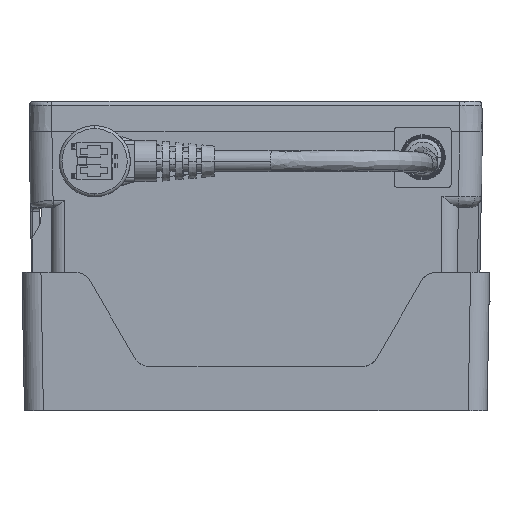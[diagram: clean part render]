
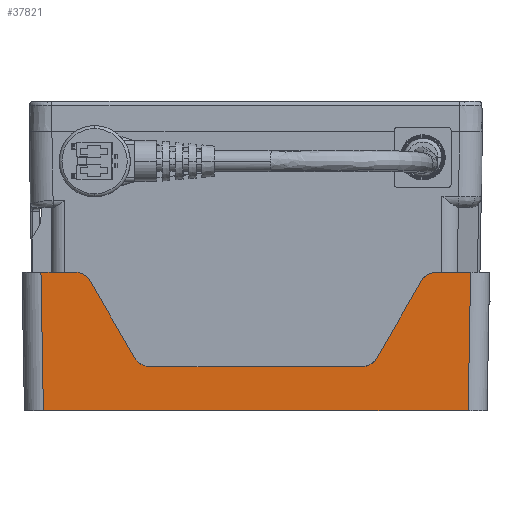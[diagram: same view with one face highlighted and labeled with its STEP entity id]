
A CAD part, left-side view. The second image highlights one B-rep face of the part: STEP entity #37821.
In plain terms, the highlighted planar face has unit normal (-1, 0, -0.018).
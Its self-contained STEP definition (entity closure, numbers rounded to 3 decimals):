
#14 = LINE ( 'NONE', #16254, #8238 ) ;
#134 = CARTESIAN_POINT ( 'NONE',  ( -57.71, -31.095, -61.085 ) ) ;
#284 = VECTOR ( 'NONE', #36397, 1000. ) ;
#546 = LINE ( 'NONE', #1727, #25213 ) ;
#909 = VERTEX_POINT ( 'NONE', #36120 ) ;
#1727 = CARTESIAN_POINT ( 'NONE',  ( -58.13, 62.25, -37. ) ) ;
#2474 = CARTESIAN_POINT ( 'NONE',  ( -58.13, 62.25, -37. ) ) ;
#3254 = CARTESIAN_POINT ( 'NONE',  ( -57.694, -27.679, -62. ) ) ;
#3460 = LINE ( 'NONE', #10203, #35327 ) ;
#3672 =( BOUNDED_CURVE ( )  B_SPLINE_CURVE ( 3, ( #21744, #134, #15512, #3254 ),
 .UNSPECIFIED., .F., .T. ) 
 B_SPLINE_CURVE_WITH_KNOTS ( ( 4, 4 ),
 ( 5.236, 6.283 ),
 .UNSPECIFIED. ) 
 CURVE ( )  GEOMETRIC_REPRESENTATION_ITEM ( )  RATIONAL_B_SPLINE_CURVE ( ( 1., 0.911, 0.911, 1. ) ) 
 REPRESENTATION_ITEM ( '' )  );
#3852 = EDGE_CURVE ( 'NONE', #909, #27113, #8888, .T. ) ;
#3877 = DIRECTION ( 'NONE',  ( 0.017, -0.017, -1. ) ) ;
#5152 = EDGE_CURVE ( 'NONE', #21018, #36625, #22808, .T. ) ;
#5834 = ORIENTED_EDGE ( 'NONE', *, *, #21889, .T. ) ;
#6413 = CARTESIAN_POINT ( 'NONE',  ( -57.493, -61.037, -73.5 ) ) ;
#6835 = CARTESIAN_POINT ( 'NONE',  ( -57.694, 62.25, -62. ) ) ;
#7126 = VERTEX_POINT ( 'NONE', #39048 ) ;
#7289 = CARTESIAN_POINT ( 'NONE',  ( -58.714, -57.214, -3.585 ) ) ;
#8052 = EDGE_CURVE ( 'NONE', #909, #39902, #18685, .T. ) ;
#8238 = VECTOR ( 'NONE', #3877, 1000. ) ;
#8298 = CARTESIAN_POINT ( 'NONE',  ( -58.75, 62.25, -1.5 ) ) ;
#8522 = LINE ( 'NONE', #6413, #39409 ) ;
#8798 = EDGE_CURVE ( 'NONE', #32915, #17362, #8522, .T. ) ;
#8888 = LINE ( 'NONE', #6835, #24364 ) ;
#9329 = ORIENTED_EDGE ( 'NONE', *, *, #14807, .T. ) ;
#9585 = CARTESIAN_POINT ( 'NONE',  ( -57.694, 29.51, -62. ) ) ;
#10203 = CARTESIAN_POINT ( 'NONE',  ( -58.725, 64.685, -2.905 ) ) ;
#10616 = EDGE_CURVE ( 'NONE', #13460, #34741, #39705, .T. ) ;
#11360 = DIRECTION ( 'NONE',  ( 0.017, 0., -1. ) ) ;
#12225 = FACE_OUTER_BOUND ( 'NONE', #21153, .T. ) ;
#12323 = CARTESIAN_POINT ( 'NONE',  ( -57.493, -55.994, -73.5 ) ) ;
#12326 = ORIENTED_EDGE ( 'NONE', *, *, #36330, .T. ) ;
#13289 = DIRECTION ( 'NONE',  ( 0.015, -0.5, -0.866 ) ) ;
#13460 = VERTEX_POINT ( 'NONE', #30701 ) ;
#13518 = ORIENTED_EDGE ( 'NONE', *, *, #5152, .F. ) ;
#14254 = VERTEX_POINT ( 'NONE', #16175 ) ;
#14389 = ORIENTED_EDGE ( 'NONE', *, *, #19040, .T. ) ;
#14807 = EDGE_CURVE ( 'NONE', #33517, #17362, #14, .T. ) ;
#15319 = CARTESIAN_POINT ( 'NONE',  ( -58.087, -43.557, -39.5 ) ) ;
#15512 = CARTESIAN_POINT ( 'NONE',  ( -57.694, -29.51, -62. ) ) ;
#15889 = CARTESIAN_POINT ( 'NONE',  ( -57.738, 32.01, -59.5 ) ) ;
#16175 = CARTESIAN_POINT ( 'NONE',  ( -58.13, -56.631, -37. ) ) ;
#16254 = CARTESIAN_POINT ( 'NONE',  ( -58.752, 57.252, -1.413 ) ) ;
#16501 = VECTOR ( 'NONE', #30440, 1000. ) ;
#16665 = DIRECTION ( 'NONE',  ( 0., -1., 0. ) ) ;
#17190 = ORIENTED_EDGE ( 'NONE', *, *, #3852, .F. ) ;
#17225 = ORIENTED_EDGE ( 'NONE', *, *, #8052, .T. ) ;
#17362 = VERTEX_POINT ( 'NONE', #29166 ) ;
#18304 = CARTESIAN_POINT ( 'NONE',  ( -58.13, -46.057, -37. ) ) ;
#18685 =( BOUNDED_CURVE ( )  B_SPLINE_CURVE ( 3, ( #31318, #9585, #34426, #15889 ),
 .UNSPECIFIED., .F., .T. ) 
 B_SPLINE_CURVE_WITH_KNOTS ( ( 4, 4 ),
 ( 0., 1.047 ),
 .UNSPECIFIED. ) 
 CURVE ( )  GEOMETRIC_REPRESENTATION_ITEM ( )  RATIONAL_B_SPLINE_CURVE ( ( 1., 0.911, 0.911, 1. ) ) 
 REPRESENTATION_ITEM ( '' )  );
#19040 = EDGE_CURVE ( 'NONE', #14254, #7126, #24943, .T. ) ;
#19583 = VECTOR ( 'NONE', #35090, 1000. ) ;
#19677 = EDGE_CURVE ( 'NONE', #21018, #27113, #3672, .T. ) ;
#20202 =( BOUNDED_CURVE ( )  B_SPLINE_CURVE ( 3, ( #27652, #18304, #33843, #15319 ),
 .UNSPECIFIED., .F., .T. ) 
 B_SPLINE_CURVE_WITH_KNOTS ( ( 4, 4 ),
 ( 3.142, 4.189 ),
 .UNSPECIFIED. ) 
 CURVE ( )  GEOMETRIC_REPRESENTATION_ITEM ( )  RATIONAL_B_SPLINE_CURVE ( ( 1., 0.911, 0.911, 1. ) ) 
 REPRESENTATION_ITEM ( '' )  );
#20560 = PLANE ( 'NONE',  #26297 ) ;
#21018 = VERTEX_POINT ( 'NONE', #30970 ) ;
#21153 = EDGE_LOOP ( 'NONE', ( #28409, #30544, #5834, #9329, #23594, #12326, #14389, #35778, #13518, #34322, #17190, #17225 ) ) ;
#21300 = CARTESIAN_POINT ( 'NONE',  ( -58.13, 47.887, -37. ) ) ;
#21744 = CARTESIAN_POINT ( 'NONE',  ( -57.738, -32.01, -59.5 ) ) ;
#21889 = EDGE_CURVE ( 'NONE', #34741, #33517, #546, .T. ) ;
#22808 = LINE ( 'NONE', #30498, #16501 ) ;
#23000 = CARTESIAN_POINT ( 'NONE',  ( -57.738, 32.01, -59.5 ) ) ;
#23594 = ORIENTED_EDGE ( 'NONE', *, *, #8798, .F. ) ;
#24267 = CARTESIAN_POINT ( 'NONE',  ( -58.13, 46.057, -37. ) ) ;
#24364 = VECTOR ( 'NONE', #16665, 1000. ) ;
#24943 = LINE ( 'NONE', #2474, #284 ) ;
#25213 = VECTOR ( 'NONE', #32526, 1000. ) ;
#26297 = AXIS2_PLACEMENT_3D ( 'NONE', #8298, #29855, #11360 ) ;
#26562 = EDGE_CURVE ( 'NONE', #7126, #36625, #20202, .T. ) ;
#27113 = VERTEX_POINT ( 'NONE', #27319 ) ;
#27319 = CARTESIAN_POINT ( 'NONE',  ( -57.694, -27.679, -62. ) ) ;
#27652 = CARTESIAN_POINT ( 'NONE',  ( -58.13, -47.887, -37. ) ) ;
#28409 = ORIENTED_EDGE ( 'NONE', *, *, #32048, .F. ) ;
#29166 = CARTESIAN_POINT ( 'NONE',  ( -57.493, 55.994, -73.5 ) ) ;
#29855 = DIRECTION ( 'NONE',  ( -1., 0., -0.017 ) ) ;
#30321 = CARTESIAN_POINT ( 'NONE',  ( -58.087, -43.557, -39.5 ) ) ;
#30440 = DIRECTION ( 'NONE',  ( -0.015, -0.5, 0.866 ) ) ;
#30498 = CARTESIAN_POINT ( 'NONE',  ( -57.785, -33.567, -56.803 ) ) ;
#30544 = ORIENTED_EDGE ( 'NONE', *, *, #10616, .T. ) ;
#30701 = CARTESIAN_POINT ( 'NONE',  ( -58.087, 43.557, -39.5 ) ) ;
#30785 = CARTESIAN_POINT ( 'NONE',  ( -58.13, 56.631, -37. ) ) ;
#30970 = CARTESIAN_POINT ( 'NONE',  ( -57.738, -32.01, -59.5 ) ) ;
#31318 = CARTESIAN_POINT ( 'NONE',  ( -57.694, 27.679, -62. ) ) ;
#32048 = EDGE_CURVE ( 'NONE', #13460, #39902, #3460, .T. ) ;
#32526 = DIRECTION ( 'NONE',  ( 0., 1., 0. ) ) ;
#32915 = VERTEX_POINT ( 'NONE', #12323 ) ;
#33517 = VERTEX_POINT ( 'NONE', #30785 ) ;
#33843 = CARTESIAN_POINT ( 'NONE',  ( -58.114, -44.472, -37.915 ) ) ;
#34223 = DIRECTION ( 'NONE',  ( 0., 1., 0. ) ) ;
#34322 = ORIENTED_EDGE ( 'NONE', *, *, #19677, .T. ) ;
#34426 = CARTESIAN_POINT ( 'NONE',  ( -57.71, 31.095, -61.085 ) ) ;
#34741 = VERTEX_POINT ( 'NONE', #35828 ) ;
#35090 = DIRECTION ( 'NONE',  ( -0.017, -0.017, 1. ) ) ;
#35327 = VECTOR ( 'NONE', #13289, 1000. ) ;
#35778 = ORIENTED_EDGE ( 'NONE', *, *, #26562, .T. ) ;
#35828 = CARTESIAN_POINT ( 'NONE',  ( -58.13, 47.887, -37. ) ) ;
#36051 = LINE ( 'NONE', #7289, #19583 ) ;
#36120 = CARTESIAN_POINT ( 'NONE',  ( -57.694, 27.679, -62. ) ) ;
#36330 = EDGE_CURVE ( 'NONE', #32915, #14254, #36051, .T. ) ;
#36397 = DIRECTION ( 'NONE',  ( 0., 1., 0. ) ) ;
#36625 = VERTEX_POINT ( 'NONE', #30321 ) ;
#36698 = CARTESIAN_POINT ( 'NONE',  ( -58.114, 44.472, -37.915 ) ) ;
#37821 = ADVANCED_FACE ( 'NONE', ( #12225 ), #20560, .T. ) ;
#39048 = CARTESIAN_POINT ( 'NONE',  ( -58.13, -47.887, -37. ) ) ;
#39409 = VECTOR ( 'NONE', #34223, 1000. ) ;
#39705 =( BOUNDED_CURVE ( )  B_SPLINE_CURVE ( 3, ( #39779, #36698, #24267, #21300 ),
 .UNSPECIFIED., .F., .F. ) 
 B_SPLINE_CURVE_WITH_KNOTS ( ( 4, 4 ),
 ( 2.094, 3.142 ),
 .UNSPECIFIED. ) 
 CURVE ( )  GEOMETRIC_REPRESENTATION_ITEM ( )  RATIONAL_B_SPLINE_CURVE ( ( 1., 0.911, 0.911, 1. ) ) 
 REPRESENTATION_ITEM ( '' )  );
#39779 = CARTESIAN_POINT ( 'NONE',  ( -58.087, 43.557, -39.5 ) ) ;
#39902 = VERTEX_POINT ( 'NONE', #23000 ) ;
